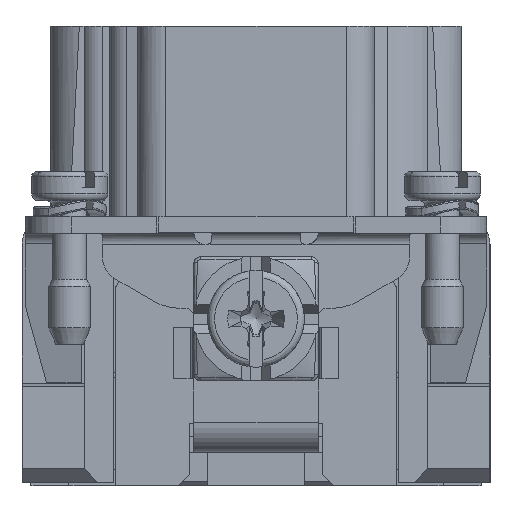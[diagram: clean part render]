
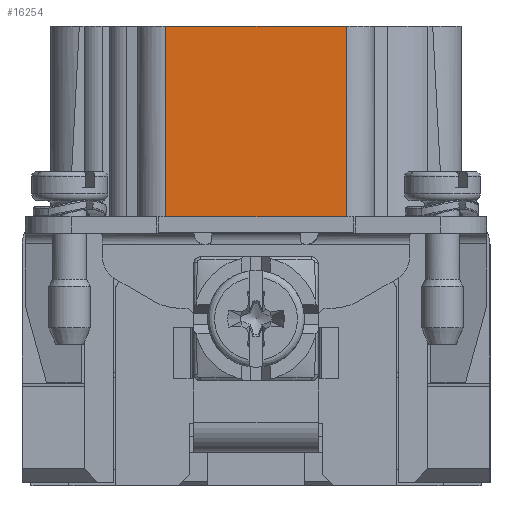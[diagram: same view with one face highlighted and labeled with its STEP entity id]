
A CAD part, left-side view. The second image highlights one B-rep face of the part: STEP entity #16254.
In plain terms, the highlighted planar face has unit normal (-1, 0, 0).
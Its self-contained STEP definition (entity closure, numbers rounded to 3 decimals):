
#9033=LINE('',#81016,#12555);
#9074=LINE('',#81140,#12596);
#9129=LINE('',#81281,#12651);
#9130=LINE('',#81282,#12652);
#12555=VECTOR('',#55505,1.);
#12596=VECTOR('',#55606,1.);
#12651=VECTOR('',#55765,1.);
#12652=VECTOR('',#55766,1.);
#14249=FACE_OUTER_BOUND('',#20827,.T.);
#16254=ADVANCED_FACE('',(#14249),#17671,.F.);
#17671=PLANE('',#46727);
#20827=EDGE_LOOP('',(#31023,#31024,#31025,#31026));
#31023=ORIENTED_EDGE('',*,*,#40934,.T.);
#31024=ORIENTED_EDGE('',*,*,#41075,.T.);
#31025=ORIENTED_EDGE('',*,*,#41000,.F.);
#31026=ORIENTED_EDGE('',*,*,#41076,.T.);
#35631=VERTEX_POINT('',#81012);
#35632=VERTEX_POINT('',#81015);
#35686=VERTEX_POINT('',#81141);
#35687=VERTEX_POINT('',#81142);
#40934=EDGE_CURVE('',#35631,#35632,#9033,.T.);
#41000=EDGE_CURVE('',#35686,#35687,#9074,.T.);
#41075=EDGE_CURVE('',#35632,#35687,#9129,.T.);
#41076=EDGE_CURVE('',#35686,#35631,#9130,.T.);
#46727=AXIS2_PLACEMENT_3D('',#81283,#55767,#55768);
#55505=DIRECTION('',(0.,-1.,0.));
#55606=DIRECTION('',(0.,-1.,0.));
#55765=DIRECTION('',(0.,0.,1.));
#55766=DIRECTION('',(0.,0.,-1.));
#55767=DIRECTION('',(1.,0.,0.));
#55768=DIRECTION('',(0.,0.,-1.));
#81012=CARTESIAN_POINT('',(-55.425,6.55,1.2));
#81015=CARTESIAN_POINT('',(-55.425,-6.55,1.2));
#81016=CARTESIAN_POINT('',(-55.425,8.55,1.2));
#81140=CARTESIAN_POINT('',(-55.425,8.55,15.));
#81141=CARTESIAN_POINT('',(-55.425,6.55,15.));
#81142=CARTESIAN_POINT('',(-55.425,-6.55,15.));
#81281=CARTESIAN_POINT('',(-55.425,-6.55,15.));
#81282=CARTESIAN_POINT('',(-55.425,6.55,15.));
#81283=CARTESIAN_POINT('',(-55.425,8.55,15.));
